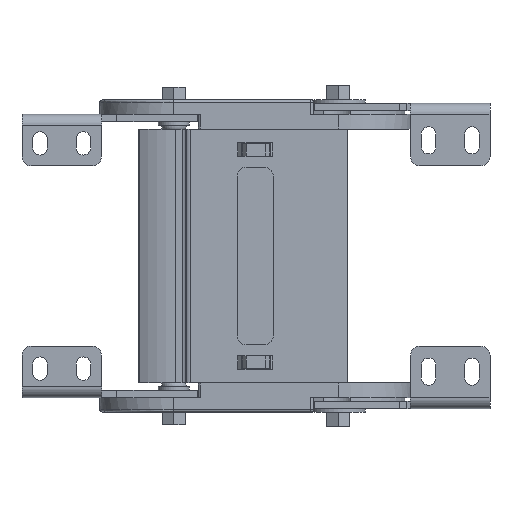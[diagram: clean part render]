
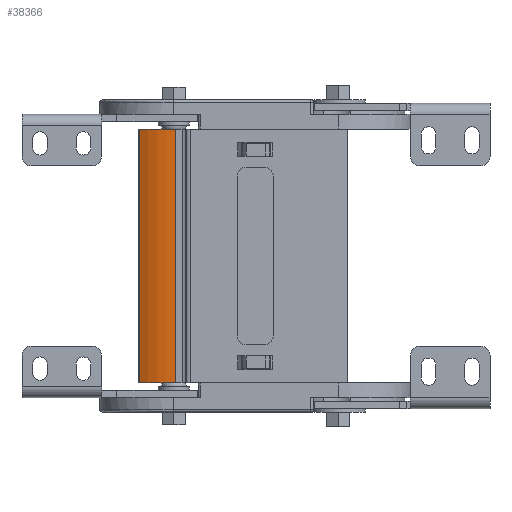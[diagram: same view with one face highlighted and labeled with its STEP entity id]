
A CAD part, front view. The second image highlights one B-rep face of the part: STEP entity #38366.
In plain terms, the highlighted cylindrical face has radius 38.515 mm (diameter 77.03 mm), a partial arc.
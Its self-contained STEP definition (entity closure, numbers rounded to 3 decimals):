
#1710 = VERTEX_POINT ( 'NONE', #49284 ) ;
#2306 = VERTEX_POINT ( 'NONE', #31254 ) ;
#2784 = AXIS2_PLACEMENT_3D ( 'NONE', #42691, #15952, #27312 ) ;
#5163 = CARTESIAN_POINT ( 'NONE',  ( -42.292, -38.39, -35.055 ) ) ;
#8392 = VERTEX_POINT ( 'NONE', #9930 ) ;
#8750 = LINE ( 'NONE', #41473, #45045 ) ;
#9388 = CIRCLE ( 'NONE', #2784, 38.515 ) ;
#9930 = CARTESIAN_POINT ( 'NONE',  ( -62.307, -33.655, -175.535 ) ) ;
#10491 = EDGE_CURVE ( 'NONE', #2306, #47575, #8750, .T. ) ;
#10979 = DIRECTION ( 'NONE',  ( 0., 0., -1. ) ) ;
#11203 = DIRECTION ( 'NONE',  ( 0., 0., 1. ) ) ;
#14179 = DIRECTION ( 'NONE',  ( 0., 0., 1. ) ) ;
#15952 = DIRECTION ( 'NONE',  ( 0., 0., -1. ) ) ;
#17161 = DIRECTION ( 'NONE',  ( 0., 0., 1. ) ) ;
#17752 = EDGE_CURVE ( 'NONE', #2306, #8392, #9388, .T. ) ;
#17901 = FACE_OUTER_BOUND ( 'NONE', #33879, .T. ) ;
#18470 = AXIS2_PLACEMENT_3D ( 'NONE', #33129, #14179, #40441 ) ;
#20273 = CYLINDRICAL_SURFACE ( 'NONE', #18470, 38.515 ) ;
#21655 = EDGE_CURVE ( 'NONE', #47575, #1710, #25247, .T. ) ;
#25247 = CIRCLE ( 'NONE', #44029, 38.515 ) ;
#27312 = DIRECTION ( 'NONE',  ( -1., 0., 0. ) ) ;
#29495 = DIRECTION ( 'NONE',  ( -1., 0., 0. ) ) ;
#29751 = ORIENTED_EDGE ( 'NONE', *, *, #17752, .F. ) ;
#31254 = CARTESIAN_POINT ( 'NONE',  ( -42.292, -38.39, -175.535 ) ) ;
#33084 = EDGE_CURVE ( 'NONE', #8392, #1710, #41132, .T. ) ;
#33129 = CARTESIAN_POINT ( 'NONE',  ( -43.755, 0.097, -173.489 ) ) ;
#33879 = EDGE_LOOP ( 'NONE', ( #42743, #29751, #35069, #40278 ) ) ;
#35069 = ORIENTED_EDGE ( 'NONE', *, *, #10491, .T. ) ;
#36099 = CARTESIAN_POINT ( 'NONE',  ( -62.307, -33.655, -173.489 ) ) ;
#36958 = CARTESIAN_POINT ( 'NONE',  ( -43.755, 0.097, -35.055 ) ) ;
#38366 = ADVANCED_FACE ( 'NONE', ( #17901 ), #20273, .T. ) ;
#40278 = ORIENTED_EDGE ( 'NONE', *, *, #21655, .T. ) ;
#40441 = DIRECTION ( 'NONE',  ( 1., 0., 0. ) ) ;
#41132 = LINE ( 'NONE', #36099, #49469 ) ;
#41473 = CARTESIAN_POINT ( 'NONE',  ( -42.292, -38.39, -173.489 ) ) ;
#42691 = CARTESIAN_POINT ( 'NONE',  ( -43.755, 0.097, -175.535 ) ) ;
#42743 = ORIENTED_EDGE ( 'NONE', *, *, #33084, .F. ) ;
#44029 = AXIS2_PLACEMENT_3D ( 'NONE', #36958, #10979, #29495 ) ;
#45045 = VECTOR ( 'NONE', #11203, 1000. ) ;
#47575 = VERTEX_POINT ( 'NONE', #5163 ) ;
#49284 = CARTESIAN_POINT ( 'NONE',  ( -62.307, -33.655, -35.055 ) ) ;
#49469 = VECTOR ( 'NONE', #17161, 1000. ) ;
